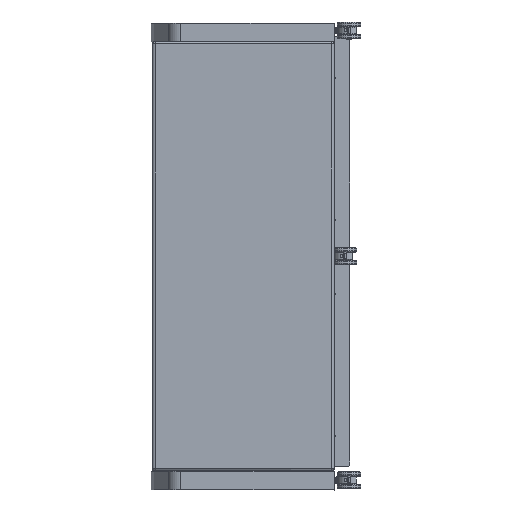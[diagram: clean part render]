
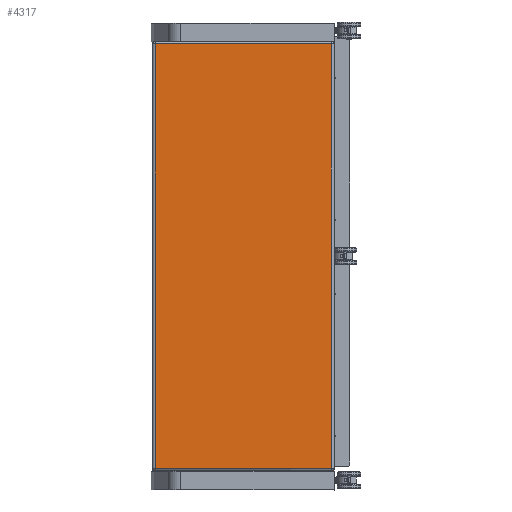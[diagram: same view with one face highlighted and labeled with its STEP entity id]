
A CAD part, left-side view. The second image highlights one B-rep face of the part: STEP entity #4317.
In plain terms, the highlighted face is planar.
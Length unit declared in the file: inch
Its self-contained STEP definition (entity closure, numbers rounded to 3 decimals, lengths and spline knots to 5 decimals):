
#429=PLANE('',#4810);
#572=FACE_OUTER_BOUND('',#854,.T.);
#854=EDGE_LOOP('',(#3185,#3186,#3187,#3188));
#1185=LINE('',#6870,#1501);
#1192=LINE('',#6920,#1508);
#1203=LINE('',#6956,#1519);
#1208=LINE('',#6969,#1524);
#1501=VECTOR('',#5425,0.3937);
#1508=VECTOR('',#5462,0.3937);
#1519=VECTOR('',#5501,26.5);
#1524=VECTOR('',#5518,0.3937);
#2039=VERTEX_POINT('',#6862);
#2041=VERTEX_POINT('',#6868);
#2051=VERTEX_POINT('',#6918);
#2062=VERTEX_POINT('',#6955);
#2457=EDGE_CURVE('',#2041,#2039,#1185,.T.);
#2475=EDGE_CURVE('',#2051,#2041,#1192,.T.);
#2492=EDGE_CURVE('',#2039,#2062,#1203,.T.);
#2499=EDGE_CURVE('',#2062,#2051,#1208,.T.);
#3185=ORIENTED_EDGE('',*,*,#2457,.F.);
#3186=ORIENTED_EDGE('',*,*,#2475,.F.);
#3187=ORIENTED_EDGE('',*,*,#2499,.F.);
#3188=ORIENTED_EDGE('',*,*,#2492,.F.);
#4317=ADVANCED_FACE('',(#572),#429,.T.);
#4810=AXIS2_PLACEMENT_3D('',#6968,#5516,#5517);
#5425=DIRECTION('',(-1.,0.,0.));
#5462=DIRECTION('',(0.,0.,-1.));
#5501=DIRECTION('',(0.,0.,1.));
#5516=DIRECTION('center_axis',(0.,-1.,0.));
#5517=DIRECTION('ref_axis',(0.,0.,-1.));
#5518=DIRECTION('',(1.,0.,0.));
#6862=CARTESIAN_POINT('',(20.0282,18.44801,3.15625));
#6868=CARTESIAN_POINT('',(42.2782,18.44801,3.15625));
#6870=CARTESIAN_POINT('',(35.46724,18.44801,3.15625));
#6918=CARTESIAN_POINT('',(42.2782,18.44801,56.75));
#6920=CARTESIAN_POINT('',(42.2782,18.44801,30.));
#6955=CARTESIAN_POINT('',(20.0282,18.44801,56.75));
#6956=CARTESIAN_POINT('',(20.0282,18.44801,30.25));
#6968=CARTESIAN_POINT('Origin',(40.7782,18.44801,30.));
#6969=CARTESIAN_POINT('',(35.3303,18.44801,56.75));
